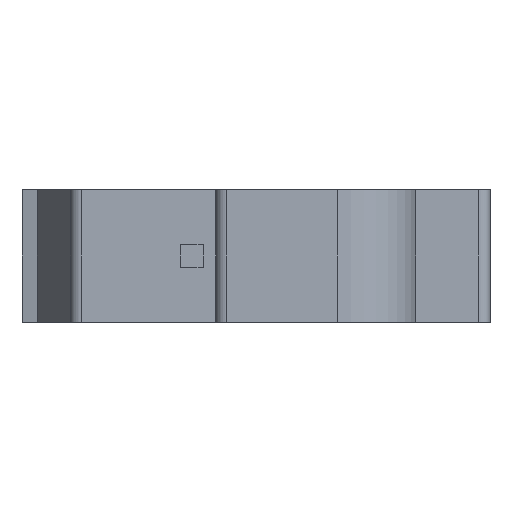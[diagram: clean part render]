
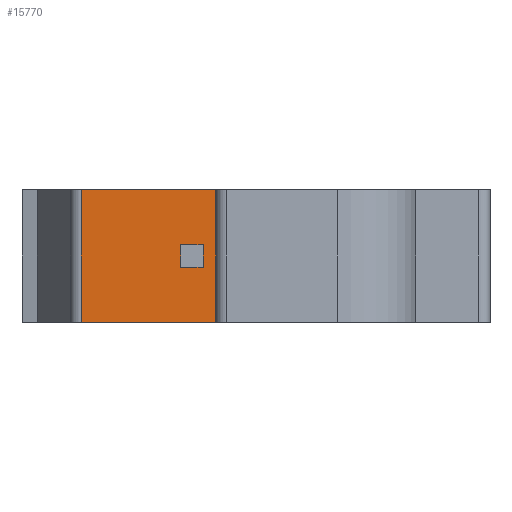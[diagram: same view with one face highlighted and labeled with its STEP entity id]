
A CAD part, front view. The second image highlights one B-rep face of the part: STEP entity #15770.
In plain terms, the highlighted planar face has unit normal (0, -1, 0).
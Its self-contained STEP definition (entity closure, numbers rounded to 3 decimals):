
#3280=CARTESIAN_POINT('',(1011.834,282.835,13.25));
#3290=VERTEX_POINT('',#3280);
#3460=CARTESIAN_POINT('',(1011.834,282.835,14.25));
#3470=VERTEX_POINT('',#3460);
#3500=CARTESIAN_POINT('',(1011.834,282.835,10.8));
#3510=DIRECTION('',(-0.,0.,1.));
#3520=VECTOR('',#3510,1.);
#3530=LINE('',#3500,#3520);
#3540=EDGE_CURVE('',#3290,#3470,#3530,.T.);
#10370=CARTESIAN_POINT('',(1010.834,282.835,13.25));
#10380=VERTEX_POINT('',#10370);
#10500=CARTESIAN_POINT('',(1014.684,282.835,13.25));
#10510=DIRECTION('',(1.,0.,0.));
#10520=VECTOR('',#10510,1.);
#10530=LINE('',#10500,#10520);
#10540=EDGE_CURVE('',#10380,#3290,#10530,.T.);
#11620=CARTESIAN_POINT('',(1010.834,282.835,14.25));
#11630=VERTEX_POINT('',#11620);
#11660=CARTESIAN_POINT('',(1014.684,282.835,14.25));
#11670=DIRECTION('',(-1.,-0.,0.));
#11680=VECTOR('',#11670,1.);
#11690=LINE('',#11660,#11680);
#11700=EDGE_CURVE('',#3470,#11630,#11690,.T.);
#13050=CARTESIAN_POINT('',(1006.417,282.835,10.8));
#13060=VERTEX_POINT('',#13050);
#13090=CARTESIAN_POINT('',(1012.384,282.835,10.8));
#13100=DIRECTION('',(-1.,0.,0.));
#13110=VECTOR('',#13100,1.);
#13120=LINE('',#13090,#13110);
#13130=CARTESIAN_POINT('',(1012.384,282.835,10.8));
#13140=VERTEX_POINT('',#13130);
#13150=EDGE_CURVE('',#13140,#13060,#13120,.T.);
#15220=CARTESIAN_POINT('',(1006.417,282.835,16.7));
#15230=VERTEX_POINT('',#15220);
#15260=CARTESIAN_POINT('',(1006.417,282.835,10.8));
#15270=DIRECTION('',(0.,0.,1.));
#15280=VECTOR('',#15270,1.);
#15290=LINE('',#15260,#15280);
#15300=EDGE_CURVE('',#13060,#15230,#15290,.T.);
#15430=CARTESIAN_POINT('',(1012.384,282.835,10.8));
#15440=DIRECTION('',(0.,-1.,0.));
#15450=DIRECTION('',(-1.,-0.,0.));
#15460=AXIS2_PLACEMENT_3D('',#15430,#15440,#15450);
#15470=PLANE('',#15460);
#15480=ORIENTED_EDGE('',*,*,#11700,.F.);
#15490=CARTESIAN_POINT('',(1010.834,282.835,10.8));
#15500=DIRECTION('',(-0.,0.,-1.));
#15510=VECTOR('',#15500,1.);
#15520=LINE('',#15490,#15510);
#15530=EDGE_CURVE('',#11630,#10380,#15520,.T.);
#15540=ORIENTED_EDGE('',*,*,#15530,.F.);
#15550=ORIENTED_EDGE('',*,*,#10540,.F.);
#15560=ORIENTED_EDGE('',*,*,#3540,.F.);
#15570=EDGE_LOOP('',(#15560,#15550,#15540,#15480));
#15580=FACE_BOUND('',#15570,.T.);
#15590=ORIENTED_EDGE('',*,*,#15300,.F.);
#15600=CARTESIAN_POINT('',(1012.384,282.835,16.7));
#15610=DIRECTION('',(-1.,0.,0.));
#15620=VECTOR('',#15610,1.);
#15630=LINE('',#15600,#15620);
#15640=CARTESIAN_POINT('',(1012.384,282.835,16.7));
#15650=VERTEX_POINT('',#15640);
#15660=EDGE_CURVE('',#15650,#15230,#15630,.T.);
#15670=ORIENTED_EDGE('',*,*,#15660,.T.);
#15680=CARTESIAN_POINT('',(1012.384,282.835,10.8));
#15690=DIRECTION('',(0.,0.,1.));
#15700=VECTOR('',#15690,1.);
#15710=LINE('',#15680,#15700);
#15720=EDGE_CURVE('',#13140,#15650,#15710,.T.);
#15730=ORIENTED_EDGE('',*,*,#15720,.T.);
#15740=ORIENTED_EDGE('',*,*,#13150,.F.);
#15750=EDGE_LOOP('',(#15740,#15730,#15670,#15590));
#15760=FACE_OUTER_BOUND('',#15750,.T.);
#15770=ADVANCED_FACE('',(#15580,#15760),#15470,.T.);
